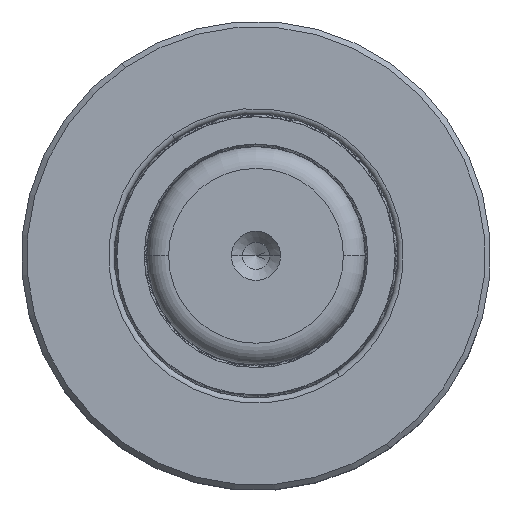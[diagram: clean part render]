
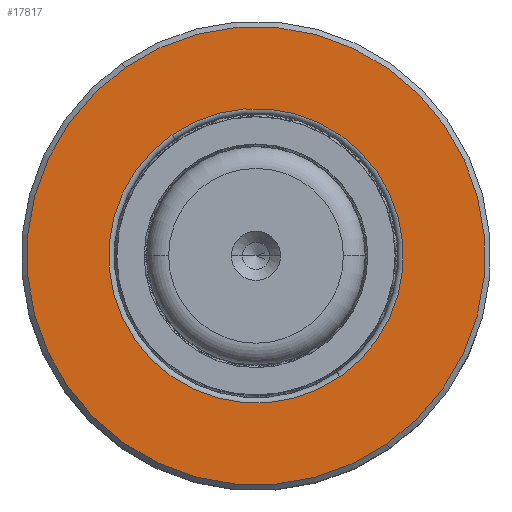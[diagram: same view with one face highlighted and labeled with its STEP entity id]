
A CAD part, top view. The second image highlights one B-rep face of the part: STEP entity #17817.
In plain terms, the highlighted face is planar.
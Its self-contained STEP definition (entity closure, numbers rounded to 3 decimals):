
#1329 = FACE_OUTER_BOUND ( 'NONE', #13418, .T. ) ;
#3153 = AXIS2_PLACEMENT_3D ( 'NONE', #18731, #10228, #13056 ) ;
#5348 = CARTESIAN_POINT ( 'NONE',  ( 21., 10.687, 0. ) ) ;
#7003 = AXIS2_PLACEMENT_3D ( 'NONE', #5348, #25309, #8192 ) ;
#7039 = FACE_BOUND ( 'NONE', #25151, .T. ) ;
#7503 = CIRCLE ( 'NONE', #8884, 21. ) ;
#7583 = CARTESIAN_POINT ( 'NONE',  ( 0., 10.687, -21. ) ) ;
#7675 = DIRECTION ( 'NONE',  ( 0., 0., -1. ) ) ;
#8192 = DIRECTION ( 'NONE',  ( 0., 0., 1. ) ) ;
#8884 = AXIS2_PLACEMENT_3D ( 'NONE', #17663, #20382, #25916 ) ;
#9791 = ORIENTED_EDGE ( 'NONE', *, *, #17119, .T. ) ;
#10081 = CARTESIAN_POINT ( 'NONE',  ( 0., 10.687, 0. ) ) ;
#10228 = DIRECTION ( 'NONE',  ( 0., -1., 0. ) ) ;
#10630 = ORIENTED_EDGE ( 'NONE', *, *, #21762, .T. ) ;
#11775 = CARTESIAN_POINT ( 'NONE',  ( 0., 10.687, 21. ) ) ;
#11882 = EDGE_CURVE ( 'NONE', #35957, #25020, #34722, .T. ) ;
#12667 = DIRECTION ( 'NONE',  ( 0., -1., 0. ) ) ;
#12909 = DIRECTION ( 'NONE',  ( 0., 0., -1. ) ) ;
#13056 = DIRECTION ( 'NONE',  ( 0., 0., -1. ) ) ;
#13418 = EDGE_LOOP ( 'NONE', ( #14555, #28850 ) ) ;
#13579 = DIRECTION ( 'NONE',  ( 0., -1., 0. ) ) ;
#13950 = CARTESIAN_POINT ( 'NONE',  ( 0., 10.687, 13.5 ) ) ;
#14555 = ORIENTED_EDGE ( 'NONE', *, *, #11882, .F. ) ;
#15312 = AXIS2_PLACEMENT_3D ( 'NONE', #27631, #13579, #7675 ) ;
#15961 = VERTEX_POINT ( 'NONE', #21278 ) ;
#17119 = EDGE_CURVE ( 'NONE', #32970, #15961, #17226, .T. ) ;
#17226 = CIRCLE ( 'NONE', #29176, 13.5 ) ;
#17663 = CARTESIAN_POINT ( 'NONE',  ( 0., 10.687, 0. ) ) ;
#17817 = ADVANCED_FACE ( 'NONE', ( #7039, #1329 ), #25433, .T. ) ;
#17963 = EDGE_CURVE ( 'NONE', #25020, #35957, #7503, .T. ) ;
#18731 = CARTESIAN_POINT ( 'NONE',  ( 0., 10.687, 0. ) ) ;
#20382 = DIRECTION ( 'NONE',  ( 0., -1., 0. ) ) ;
#21278 = CARTESIAN_POINT ( 'NONE',  ( 0., 10.687, -13.5 ) ) ;
#21762 = EDGE_CURVE ( 'NONE', #15961, #32970, #32957, .T. ) ;
#25020 = VERTEX_POINT ( 'NONE', #11775 ) ;
#25151 = EDGE_LOOP ( 'NONE', ( #10630, #9791 ) ) ;
#25309 = DIRECTION ( 'NONE',  ( 0., 1., 0. ) ) ;
#25433 = PLANE ( 'NONE',  #7003 ) ;
#25916 = DIRECTION ( 'NONE',  ( 0., 0., -1. ) ) ;
#27631 = CARTESIAN_POINT ( 'NONE',  ( 0., 10.687, 0. ) ) ;
#28850 = ORIENTED_EDGE ( 'NONE', *, *, #17963, .F. ) ;
#29176 = AXIS2_PLACEMENT_3D ( 'NONE', #10081, #12667, #12909 ) ;
#32957 = CIRCLE ( 'NONE', #15312, 13.5 ) ;
#32970 = VERTEX_POINT ( 'NONE', #13950 ) ;
#34722 = CIRCLE ( 'NONE', #3153, 21. ) ;
#35957 = VERTEX_POINT ( 'NONE', #7583 ) ;
